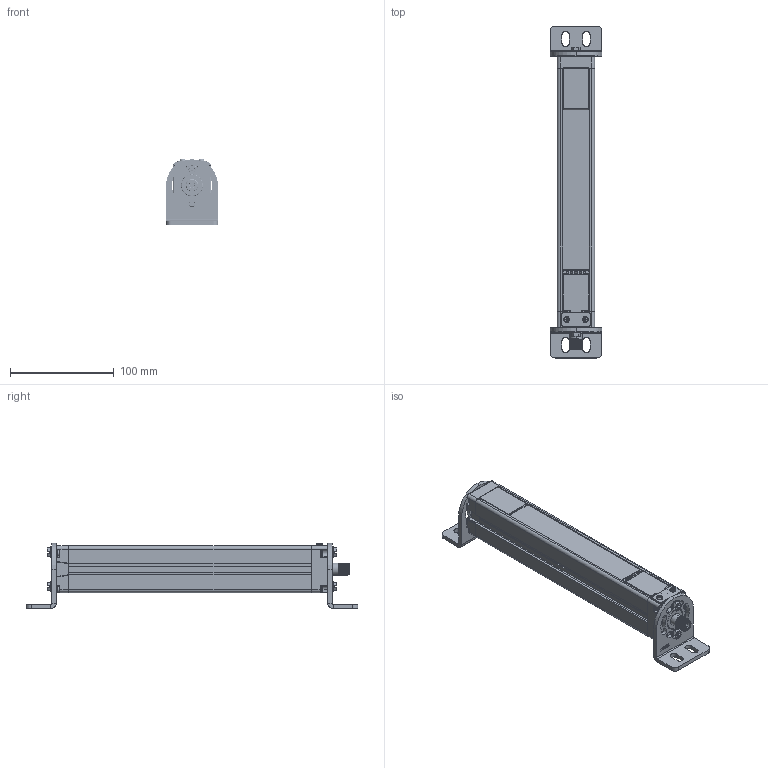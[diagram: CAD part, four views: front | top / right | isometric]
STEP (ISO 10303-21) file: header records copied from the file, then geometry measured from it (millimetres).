
FILE_DESCRIPTION((''),'2;1');
FILE_NAME('139501_ASM','2015-12-02T',('pdmadmin'),(''),'PRO/ENGINEER BY PARAMETRIC TECHNOLOGY CORPORATION, 2013230','PRO/ENGINEER BY PARAMETRIC TECHNOLOGY CORPORATION, 2013230','');
FILE_SCHEMA(('CONFIG_CONTROL_DESIGN'));
Products named in the file (22): 111895; 131958; 111907; 112842; 113240_ASM; 125310; 113680; 109551; 123800_AF1466; 114466; 113974; 109552; 111625; 119220; 63529; 111838_ASM; 123801_AF1167; 111834; 111835; 111087; 58892_GENERIC; 139501_ASM
Assembly tree (33 placements, depth 3):
  139501_ASM
    113240_ASM
      111895
      131958
      111907
      112842
    125310
    113680
    109551
    123800_AF1466
    114466  x8
    113974
    111838_ASM
      109552
      111625
      119220
      63529
    123801_AF1167
    111834
    111835  x2
    111087  x2
    58892_GENERIC  x4
Bounding box: 50 x 320 x 63 mm (x, y, z)
Volume: 204893.2 mm3; surface area: 142824.2 mm2
Topology: 32 solids, 40 shells, 3319 faces, 9051 edges, 5873 vertices
Faces by surface type: plane 1786, cylinder 1208, bspline 193, torus 62, sphere 40, cone 30
Entity records: 65604 total; most frequent: CARTESIAN_POINT 22688, ORIENTED_EDGE 8972, DIRECTION 8522, EDGE_CURVE 4502, VECTOR 3124, LINE 3124, VERTEX_POINT 2894, AXIS2_PLACEMENT_3D 2699
